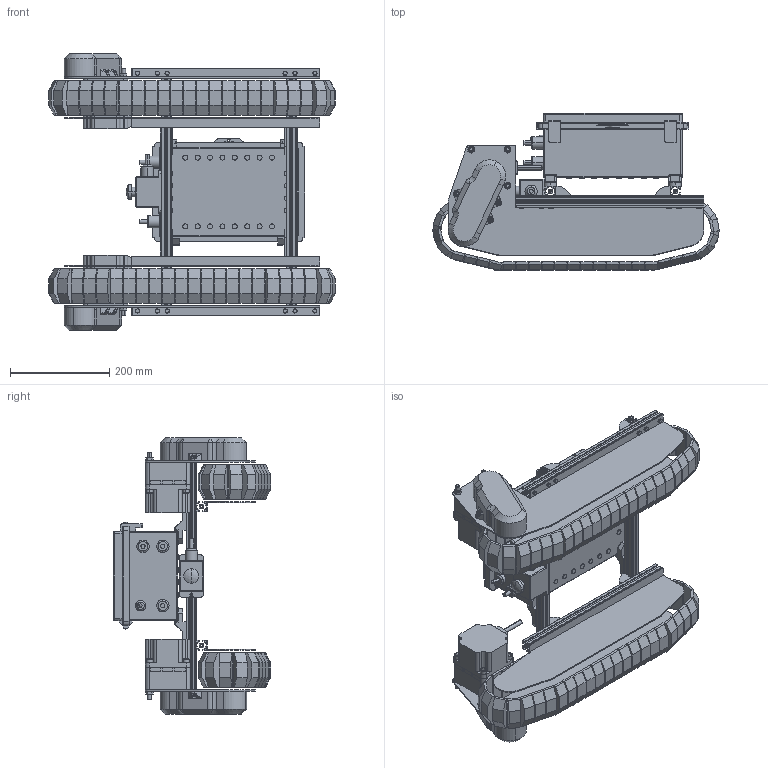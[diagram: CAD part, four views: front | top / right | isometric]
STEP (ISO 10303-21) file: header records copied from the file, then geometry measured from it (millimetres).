
FILE_DESCRIPTION (( 'STEP AP203' ), '1' );
FILE_NAME ('V4ロボット開発プラットフォーム.STEP', '2023-10-13T02:17:47', ( '' ), ( '' ), 'SwSTEP 2.0', 'SolidWorks 2022', '' );
FILE_SCHEMA (( 'CONFIG_CONTROL_DESIGN' ));
Length unit declared in the file: millimetre
Products named in the file (21): NFS5-2020-500; HBLFSNF5_b; ﾐﾗｰギアヘッド側板; 配布用V4_220829; NCC-132; V4儘儃僢僩奐敪僾儔僢僩僼僅乕儉; SCB8-75_榋妏寠晅无倌; CBE5-8_榋妏寠晅无倌; 凶皟倎[僞懁斅; HXN-ST-M5-8; BCAP203013GN; BFL-2G; BLHM5100KC-20; 履帯; ギアヘッド側板; チェーンカバー; UNUTKZ8_Uﾅｯﾄ; NFS5-2020-380.stp; 凶皵z晍梡V4_220829; モータ側板; 倜蚪LHM5100KC-20
Assembly tree (66 placements, depth 3):
  V4儘儃僢僩奐敪僾儔僢僩僼僅乕儉
    NFS5-2020-500  x2
    HBLFSNF5_b  x8
    BCAP203013GN
    BFL-2G  x4
    配布用V4_220829
      ギアヘッド側板
      モータ側板
      NFS5-2020-380.stp  x2
      履帯
      チェーンカバー
      BLHM5100KC-20
      SCB8-75_榋妏寠晅无倌  x4
      HXN-ST-M5-8  x6
      CBE5-8_榋妏寠晅无倌  x3
      UNUTKZ8_Uﾅｯﾄ  x4
    凶皵z晍梡V4_220829
      凶皟倎[僞懁斅
      ﾐﾗｰギアヘッド側板
      NFS5-2020-380.stp  x2
      履帯
      HXN-ST-M5-8  x6
      倜蚪LHM5100KC-20
      チェーンカバー
      SCB8-75_榋妏寠晅无倌  x4
      UNUTKZ8_Uﾅｯﾄ  x4
      CBE5-8_榋妏寠晅无倌  x3
    NCC-132
Bounding box: 578.24 x 317.79 x 558 mm (x, y, z)
Volume: 11962056.6 mm3; surface area: 2093169 mm2
Topology: 156 solids, 156 shells, 3731 faces, 9247 edges, 5908 vertices
Faces by surface type: plane 2467, cylinder 819, cone 364, torus 42, sphere 35, bspline 4
Entity records: 52950 total; most frequent: CARTESIAN_POINT 9094, DIRECTION 8495, ORIENTED_EDGE 8230, EDGE_CURVE 4115, VECTOR 2941, LINE 2941, AXIS2_PLACEMENT_3D 2777, VERTEX_POINT 2672
